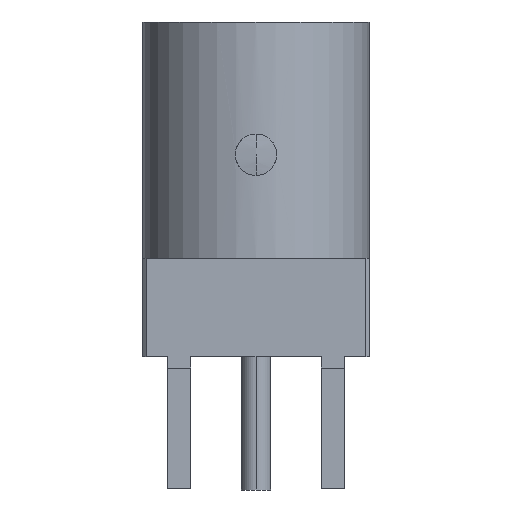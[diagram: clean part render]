
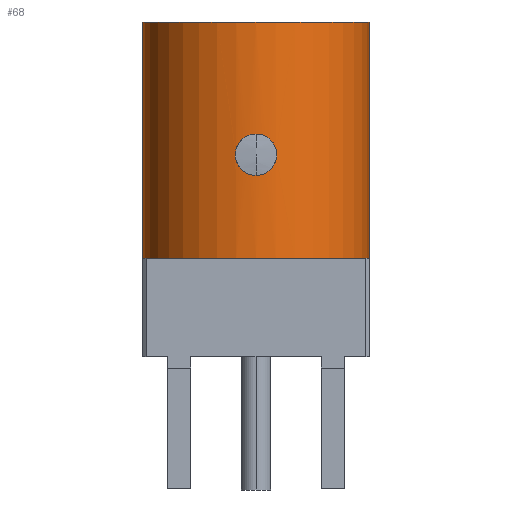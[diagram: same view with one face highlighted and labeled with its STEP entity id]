
A CAD part, front view. The second image highlights one B-rep face of the part: STEP entity #68.
In plain terms, the highlighted cylindrical face has radius 3.747 mm (diameter 7.493 mm), a partial arc.
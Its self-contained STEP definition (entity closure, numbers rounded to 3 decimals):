
#68=ADVANCED_FACE('',(#140,#141),#142,.T.);
#140=FACE_OUTER_BOUND('',#284,.T.);
#141=FACE_BOUND('',#285,.T.);
#142=CYLINDRICAL_SURFACE('',#286,3.747);
#284=EDGE_LOOP('',(#441,#442,#443,#444));
#285=EDGE_LOOP('',(#445,#446));
#286=AXIS2_PLACEMENT_3D('',#447,#448,#449);
#441=ORIENTED_EDGE('',*,*,#957,.T.);
#442=ORIENTED_EDGE('',*,*,#958,.F.);
#443=ORIENTED_EDGE('',*,*,#959,.F.);
#444=ORIENTED_EDGE('',*,*,#960,.T.);
#445=ORIENTED_EDGE('',*,*,#956,.F.);
#446=ORIENTED_EDGE('',*,*,#961,.F.);
#447=CARTESIAN_POINT('',(0.0,0.0,-11.628));
#448=DIRECTION('',(-0.0,0.0,-1.0));
#449=DIRECTION('',(-1.0,0.0,0.0));
#956=EDGE_CURVE('',#1121,#1119,#1123,.T.);
#957=EDGE_CURVE('',#1124,#1125,#1126,.T.);
#958=EDGE_CURVE('',#1127,#1125,#1128,.T.);
#959=EDGE_CURVE('',#1129,#1127,#1130,.T.);
#960=EDGE_CURVE('',#1129,#1124,#1131,.T.);
#961=EDGE_CURVE('',#1119,#1121,#1132,.T.);
#1119=VERTEX_POINT('',#1387);
#1121=VERTEX_POINT('',#1390);
#1123=B_SPLINE_CURVE_WITH_KNOTS('',3,(#1393,#1394,#1395,#1396,#1397,#1398,#1399,#1400,#1401,#1402,#1403,#1404,#1405,#1406,#1407,#1408,#1409,#1410),.UNSPECIFIED.,.F.,.F.,(4,1,1,1,1,1,1,1,1,1,1,1,1,1,1,4),(0.0,0.067,0.133,0.2,0.267,0.333,0.4,0.467,0.533,0.6,0.667,0.733,0.8,0.867,0.933,1.0),.UNSPECIFIED.);
#1124=VERTEX_POINT('',#1411);
#1125=VERTEX_POINT('',#1412);
#1126=LINE('',#1413,#1414);
#1127=VERTEX_POINT('',#1415);
#1128=CIRCLE('',#1416,3.747);
#1129=VERTEX_POINT('',#1417);
#1130=LINE('',#1418,#1419);
#1131=CIRCLE('',#1420,3.747);
#1132=B_SPLINE_CURVE_WITH_KNOTS('',3,(#1421,#1422,#1423,#1424,#1425,#1426,#1427,#1428,#1429,#1430,#1431,#1432,#1433,#1434,#1435,#1436,#1437,#1438),.UNSPECIFIED.,.F.,.F.,(4,1,1,1,1,1,1,1,1,1,1,1,1,1,1,4),(0.0,0.067,0.133,0.2,0.267,0.333,0.4,0.467,0.533,0.6,0.667,0.733,0.8,0.867,0.933,1.0),.UNSPECIFIED.);
#1387=CARTESIAN_POINT('',(0.0,-3.747,-3.708));
#1390=CARTESIAN_POINT('',(0.0,-3.747,-5.08));
#1393=CARTESIAN_POINT('',(0.0,-3.747,-5.08));
#1394=CARTESIAN_POINT('',(0.048,-3.747,-5.08));
#1395=CARTESIAN_POINT('',(0.143,-3.745,-5.07));
#1396=CARTESIAN_POINT('',(0.281,-3.737,-5.025));
#1397=CARTESIAN_POINT('',(0.406,-3.725,-4.953));
#1398=CARTESIAN_POINT('',(0.513,-3.712,-4.857));
#1399=CARTESIAN_POINT('',(0.598,-3.699,-4.74));
#1400=CARTESIAN_POINT('',(0.657,-3.689,-4.609));
#1401=CARTESIAN_POINT('',(0.687,-3.683,-4.466));
#1402=CARTESIAN_POINT('',(0.687,-3.683,-4.322));
#1403=CARTESIAN_POINT('',(0.657,-3.689,-4.18));
#1404=CARTESIAN_POINT('',(0.598,-3.699,-4.049));
#1405=CARTESIAN_POINT('',(0.513,-3.712,-3.931));
#1406=CARTESIAN_POINT('',(0.406,-3.725,-3.835));
#1407=CARTESIAN_POINT('',(0.281,-3.737,-3.763));
#1408=CARTESIAN_POINT('',(0.143,-3.745,-3.718));
#1409=CARTESIAN_POINT('',(0.048,-3.747,-3.708));
#1410=CARTESIAN_POINT('',(0.0,-3.747,-3.708));
#1411=CARTESIAN_POINT('',(3.747,0.0,-7.823));
#1412=CARTESIAN_POINT('',(3.747,0.0,0.0));
#1413=CARTESIAN_POINT('',(3.747,0.0,-7.823));
#1414=VECTOR('',#1840,7.823);
#1415=CARTESIAN_POINT('',(-3.747,0.0,0.0));
#1416=AXIS2_PLACEMENT_3D('',#1841,#1842,#1843);
#1417=CARTESIAN_POINT('',(-3.747,0.0,-7.823));
#1418=CARTESIAN_POINT('',(-3.747,0.0,-7.823));
#1419=VECTOR('',#1844,7.823);
#1420=AXIS2_PLACEMENT_3D('',#1845,#1846,#1847);
#1421=CARTESIAN_POINT('',(0.0,-3.747,-3.708));
#1422=CARTESIAN_POINT('',(-0.048,-3.747,-3.708));
#1423=CARTESIAN_POINT('',(-0.143,-3.745,-3.718));
#1424=CARTESIAN_POINT('',(-0.281,-3.737,-3.763));
#1425=CARTESIAN_POINT('',(-0.406,-3.725,-3.835));
#1426=CARTESIAN_POINT('',(-0.513,-3.712,-3.931));
#1427=CARTESIAN_POINT('',(-0.598,-3.699,-4.048));
#1428=CARTESIAN_POINT('',(-0.657,-3.689,-4.179));
#1429=CARTESIAN_POINT('',(-0.687,-3.683,-4.322));
#1430=CARTESIAN_POINT('',(-0.687,-3.683,-4.466));
#1431=CARTESIAN_POINT('',(-0.657,-3.689,-4.609));
#1432=CARTESIAN_POINT('',(-0.598,-3.699,-4.74));
#1433=CARTESIAN_POINT('',(-0.513,-3.712,-4.857));
#1434=CARTESIAN_POINT('',(-0.406,-3.725,-4.953));
#1435=CARTESIAN_POINT('',(-0.281,-3.737,-5.025));
#1436=CARTESIAN_POINT('',(-0.143,-3.745,-5.07));
#1437=CARTESIAN_POINT('',(-0.048,-3.747,-5.08));
#1438=CARTESIAN_POINT('',(0.0,-3.747,-5.08));
#1840=DIRECTION('',(0.0,0.0,1.0));
#1841=CARTESIAN_POINT('',(0.0,0.0,0.0));
#1842=DIRECTION('',(0.0,0.0,1.0));
#1843=DIRECTION('',(-1.0,0.0,0.0));
#1844=DIRECTION('',(0.0,0.0,1.0));
#1845=CARTESIAN_POINT('',(0.0,0.0,-7.823));
#1846=DIRECTION('',(0.0,0.0,1.0));
#1847=DIRECTION('',(-1.0,0.0,0.0));
